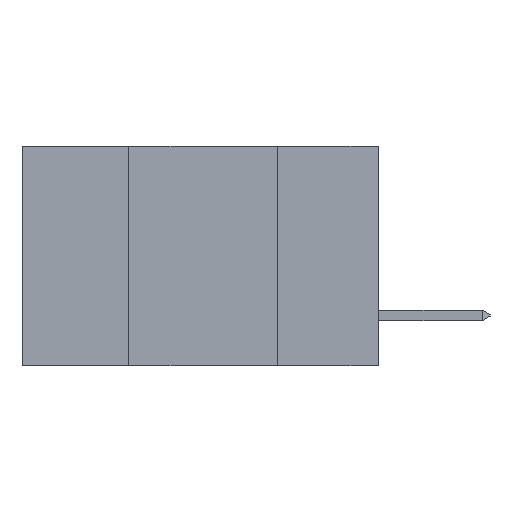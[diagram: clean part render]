
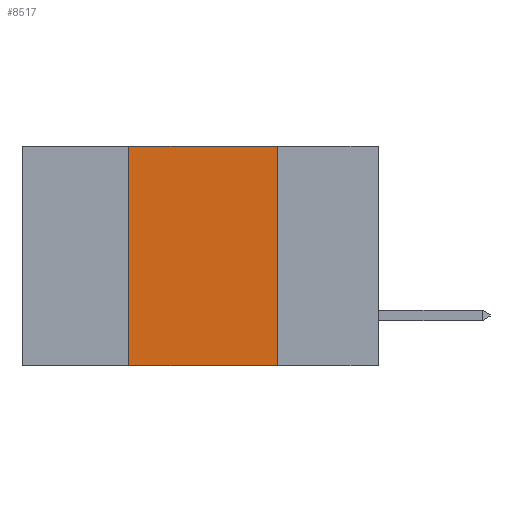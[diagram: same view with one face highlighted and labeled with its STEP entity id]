
A CAD part, left-side view. The second image highlights one B-rep face of the part: STEP entity #8517.
In plain terms, the highlighted planar face has unit normal (-1, 0, 0).
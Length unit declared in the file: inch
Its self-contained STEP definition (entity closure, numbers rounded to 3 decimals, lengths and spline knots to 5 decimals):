
#71 = CARTESIAN_POINT ( 'NONE',  ( 0., 0.42, -0.37 ) ) ;
#369 = EDGE_CURVE ( 'NONE', #2299, #9038, #377, .T. ) ;
#377 = LINE ( 'NONE', #8978, #2052 ) ;
#1701 = FACE_OUTER_BOUND ( 'NONE', #9739, .T. ) ;
#1885 = CARTESIAN_POINT ( 'NONE',  ( 0., 0.6, -0.37 ) ) ;
#2041 = CARTESIAN_POINT ( 'NONE',  ( 0., 0.17, -0.37 ) ) ;
#2052 = VECTOR ( 'NONE', #5879, 39.37008 ) ;
#2299 = VERTEX_POINT ( 'NONE', #71 ) ;
#3039 = LINE ( 'NONE', #6824, #14080 ) ;
#3276 = VECTOR ( 'NONE', #4406, 39.37008 ) ;
#3717 = EDGE_CURVE ( 'NONE', #2299, #7503, #6230, .T. ) ;
#4220 = EDGE_CURVE ( 'NONE', #9038, #5937, #10908, .T. ) ;
#4406 = DIRECTION ( 'NONE',  ( 0., -1., 0. ) ) ;
#4878 = PLANE ( 'NONE',  #13947 ) ;
#5279 = ORIENTED_EDGE ( 'NONE', *, *, #369, .F. ) ;
#5359 = CARTESIAN_POINT ( 'NONE',  ( 0., 0.17, 0. ) ) ;
#5689 = EDGE_CURVE ( 'NONE', #5937, #7503, #3039, .T. ) ;
#5877 = VECTOR ( 'NONE', #7088, 39.37008 ) ;
#5879 = DIRECTION ( 'NONE',  ( 0., 0., 1. ) ) ;
#5937 = VERTEX_POINT ( 'NONE', #5359 ) ;
#5974 = ORIENTED_EDGE ( 'NONE', *, *, #3717, .T. ) ;
#6013 = DIRECTION ( 'NONE',  ( 1., 0., 0. ) ) ;
#6230 = LINE ( 'NONE', #1885, #3276 ) ;
#6728 = DIRECTION ( 'NONE',  ( 0., 0., -1. ) ) ;
#6824 = CARTESIAN_POINT ( 'NONE',  ( 0., 0.17, -0.37 ) ) ;
#7020 = CARTESIAN_POINT ( 'NONE',  ( 0., 0.6, 0. ) ) ;
#7088 = DIRECTION ( 'NONE',  ( 0., -1., 0. ) ) ;
#7503 = VERTEX_POINT ( 'NONE', #2041 ) ;
#8517 = ADVANCED_FACE ( 'NONE', ( #1701 ), #4878, .F. ) ;
#8854 = ORIENTED_EDGE ( 'NONE', *, *, #5689, .F. ) ;
#8978 = CARTESIAN_POINT ( 'NONE',  ( 0., 0.42, -0.37 ) ) ;
#9038 = VERTEX_POINT ( 'NONE', #12142 ) ;
#9739 = EDGE_LOOP ( 'NONE', ( #8854, #10492, #5279, #5974 ) ) ;
#10492 = ORIENTED_EDGE ( 'NONE', *, *, #4220, .F. ) ;
#10908 = LINE ( 'NONE', #7020, #5877 ) ;
#12142 = CARTESIAN_POINT ( 'NONE',  ( 0., 0.42, 0. ) ) ;
#12368 = CARTESIAN_POINT ( 'NONE',  ( 0., 0.6, 0. ) ) ;
#13407 = DIRECTION ( 'NONE',  ( 0., 0., -1. ) ) ;
#13947 = AXIS2_PLACEMENT_3D ( 'NONE', #12368, #6013, #13407 ) ;
#14080 = VECTOR ( 'NONE', #6728, 39.37008 ) ;
